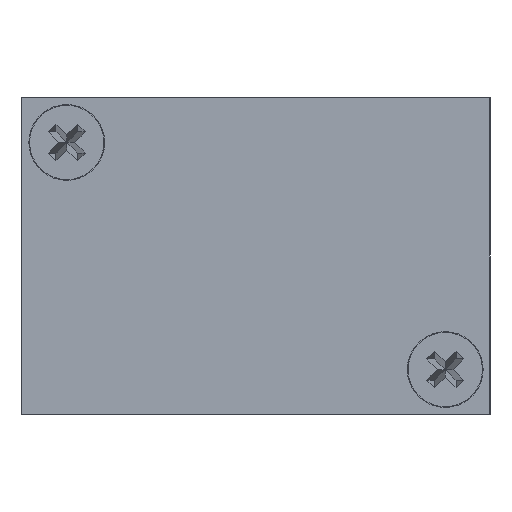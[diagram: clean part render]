
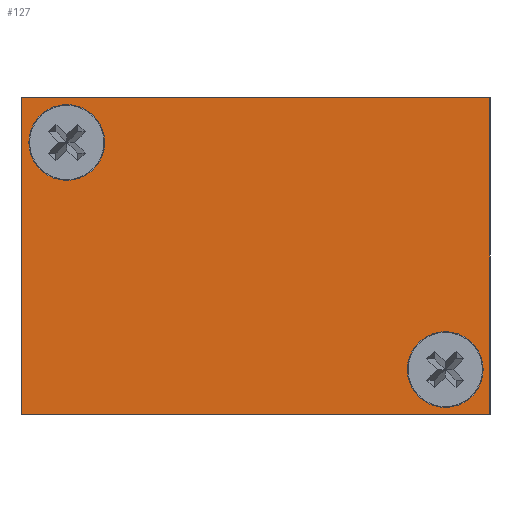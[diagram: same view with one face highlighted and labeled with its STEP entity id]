
A CAD part, left-side view. The second image highlights one B-rep face of the part: STEP entity #127.
In plain terms, the highlighted planar face has unit normal (-1, 0, 0).
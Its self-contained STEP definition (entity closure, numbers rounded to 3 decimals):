
#127 = ADVANCED_FACE ( 'NONE', ( #3442, #3443, #3444 ), #3321, .T. ) ;
#268 = EDGE_CURVE ( 'NONE', #2533, #2524, #5007, .T. ) ;
#270 = EDGE_CURVE ( 'NONE', #2533, #2624, #5012, .T. ) ;
#387 = EDGE_CURVE ( 'NONE', #2624, #2625, #5202, .T. ) ;
#388 = EDGE_CURVE ( 'NONE', #4217, #4218, #5205, .T. ) ;
#389 = EDGE_CURVE ( 'NONE', #4222, #4227, #5207, .T. ) ;
#391 = EDGE_CURVE ( 'NONE', #2524, #2625, #5209, .T. ) ;
#865 = AXIS2_PLACEMENT_3D ( 'NONE', #3320, #3319, #3318 ) ;
#941 = AXIS2_PLACEMENT_3D ( 'NONE', #1998, #1997, #1993 ) ;
#942 = AXIS2_PLACEMENT_3D ( 'NONE', #1985, #1981, #1980 ) ;
#975 = AXIS2_PLACEMENT_3D ( 'NONE', #1798, #1797, #1796 ) ;
#977 = AXIS2_PLACEMENT_3D ( 'NONE', #1788, #1787, #1786 ) ;
#1392 = CARTESIAN_POINT ( 'NONE',  ( -3.25, -30.75, -11. ) ) ;
#1398 = CARTESIAN_POINT ( 'NONE',  ( -3.25, -30.75, -5.5 ) ) ;
#1402 = CARTESIAN_POINT ( 'NONE',  ( -3.25, -3.25, 5.5 ) ) ;
#1404 = CARTESIAN_POINT ( 'NONE',  ( -3.25, -3.25, 11. ) ) ;
#1786 = DIRECTION ( 'NONE',  ( 0., 0., 1. ) ) ;
#1787 = DIRECTION ( 'NONE',  ( -1., 0., 0. ) ) ;
#1788 = CARTESIAN_POINT ( 'NONE',  ( -3.25, -30.75, -8.25 ) ) ;
#1796 = DIRECTION ( 'NONE',  ( 0., 0., 1. ) ) ;
#1797 = DIRECTION ( 'NONE',  ( -1., 0., 0. ) ) ;
#1798 = CARTESIAN_POINT ( 'NONE',  ( -3.25, -3.25, 8.25 ) ) ;
#1924 = CARTESIAN_POINT ( 'NONE',  ( -3.25, 0., 11.5 ) ) ;
#1926 = CARTESIAN_POINT ( 'NONE',  ( -3.25, 0., -11.5 ) ) ;
#1961 = DIRECTION ( 'NONE',  ( 0., 1., 0. ) ) ;
#1965 = CARTESIAN_POINT ( 'NONE',  ( -3.25, -34., 11.5 ) ) ;
#1980 = DIRECTION ( 'NONE',  ( 0., 0., 1. ) ) ;
#1981 = DIRECTION ( 'NONE',  ( -1., 0., 0. ) ) ;
#1985 = CARTESIAN_POINT ( 'NONE',  ( -3.25, -30.75, -8.25 ) ) ;
#1993 = DIRECTION ( 'NONE',  ( 0., 0., 1. ) ) ;
#1997 = DIRECTION ( 'NONE',  ( -1., 0., 0. ) ) ;
#1998 = CARTESIAN_POINT ( 'NONE',  ( -3.25, -3.25, 8.25 ) ) ;
#2003 = CARTESIAN_POINT ( 'NONE',  ( -3.25, -34., -11.5 ) ) ;
#2005 = DIRECTION ( 'NONE',  ( 0., 0., 1. ) ) ;
#2008 = CARTESIAN_POINT ( 'NONE',  ( -3.25, 0., 11.5 ) ) ;
#2013 = CARTESIAN_POINT ( 'NONE',  ( -3.25, -34., 11.5 ) ) ;
#2524 = VERTEX_POINT ( 'NONE', #2013 ) ;
#2533 = VERTEX_POINT ( 'NONE', #2003 ) ;
#2624 = VERTEX_POINT ( 'NONE', #1926 ) ;
#2625 = VERTEX_POINT ( 'NONE', #1924 ) ;
#2784 = EDGE_CURVE ( 'NONE', #4218, #4217, #3905, .T. ) ;
#2788 = EDGE_CURVE ( 'NONE', #4227, #4222, #3911, .T. ) ;
#2896 = DIRECTION ( 'NONE',  ( 0., 1., 0. ) ) ;
#2897 = CARTESIAN_POINT ( 'NONE',  ( -3.25, -34., -11.5 ) ) ;
#2901 = DIRECTION ( 'NONE',  ( 0., 0., 1. ) ) ;
#2903 = CARTESIAN_POINT ( 'NONE',  ( -3.25, -34., 11.5 ) ) ;
#3318 = DIRECTION ( 'NONE',  ( 0., 0., 1. ) ) ;
#3319 = DIRECTION ( 'NONE',  ( -1., 0., 0. ) ) ;
#3320 = CARTESIAN_POINT ( 'NONE',  ( -3.25, -34., 11.5 ) ) ;
#3321 = PLANE ( 'NONE',  #865 ) ;
#3442 = FACE_BOUND ( 'NONE', #4343, .T. ) ;
#3443 = FACE_BOUND ( 'NONE', #4361, .T. ) ;
#3444 = FACE_OUTER_BOUND ( 'NONE', #4341, .T. ) ;
#3905 = CIRCLE ( 'NONE', #975, 2.75 ) ;
#3911 = CIRCLE ( 'NONE', #977, 2.75 ) ;
#4217 = VERTEX_POINT ( 'NONE', #1404 ) ;
#4218 = VERTEX_POINT ( 'NONE', #1402 ) ;
#4222 = VERTEX_POINT ( 'NONE', #1398 ) ;
#4227 = VERTEX_POINT ( 'NONE', #1392 ) ;
#4341 = EDGE_LOOP ( 'NONE', ( #4897, #4489, #4490, #4491 ) ) ;
#4343 = EDGE_LOOP ( 'NONE', ( #4901, #4900 ) ) ;
#4361 = EDGE_LOOP ( 'NONE', ( #4899, #4898 ) ) ;
#4489 = ORIENTED_EDGE ( 'NONE', *, *, #270, .F. ) ;
#4490 = ORIENTED_EDGE ( 'NONE', *, *, #268, .T. ) ;
#4491 = ORIENTED_EDGE ( 'NONE', *, *, #391, .T. ) ;
#4897 = ORIENTED_EDGE ( 'NONE', *, *, #387, .F. ) ;
#4898 = ORIENTED_EDGE ( 'NONE', *, *, #2784, .F. ) ;
#4899 = ORIENTED_EDGE ( 'NONE', *, *, #388, .F. ) ;
#4900 = ORIENTED_EDGE ( 'NONE', *, *, #2788, .F. ) ;
#4901 = ORIENTED_EDGE ( 'NONE', *, *, #389, .F. ) ;
#5007 = LINE ( 'NONE', #2903, #5009 ) ;
#5009 = VECTOR ( 'NONE', #2901, 1000. ) ;
#5012 = LINE ( 'NONE', #2897, #5013 ) ;
#5013 = VECTOR ( 'NONE', #2896, 1000. ) ;
#5202 = LINE ( 'NONE', #2008, #5204 ) ;
#5204 = VECTOR ( 'NONE', #2005, 1000. ) ;
#5205 = CIRCLE ( 'NONE', #941, 2.75 ) ;
#5207 = CIRCLE ( 'NONE', #942, 2.75 ) ;
#5209 = LINE ( 'NONE', #1965, #5210 ) ;
#5210 = VECTOR ( 'NONE', #1961, 1000. ) ;
